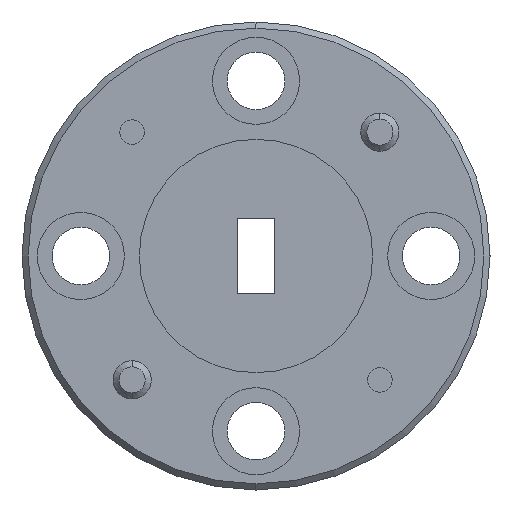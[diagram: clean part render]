
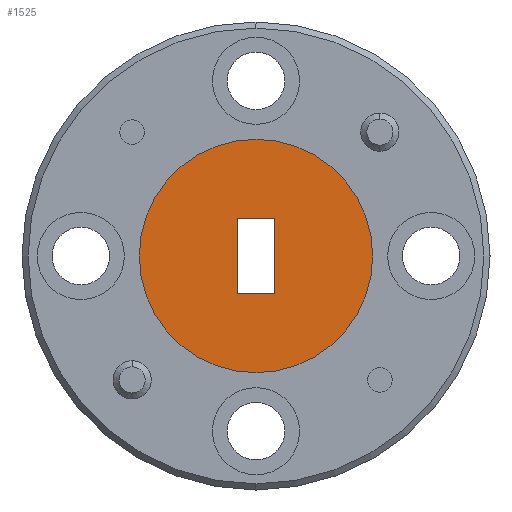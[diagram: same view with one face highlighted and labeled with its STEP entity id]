
A CAD part, left-side view. The second image highlights one B-rep face of the part: STEP entity #1525.
In plain terms, the highlighted planar face has unit normal (-1, 0, 0).
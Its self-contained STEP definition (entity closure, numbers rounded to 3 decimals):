
#29 = DIRECTION ( 'NONE',  ( 0., 1., 0. ) ) ;
#218 = FACE_BOUND ( 'NONE', #2360, .T. ) ;
#258 = AXIS2_PLACEMENT_3D ( 'NONE', #2089, #615, #2869 ) ;
#263 = LINE ( 'NONE', #2316, #1776 ) ;
#411 = CIRCLE ( 'NONE', #517, 4.763 ) ;
#479 = ORIENTED_EDGE ( 'NONE', *, *, #1060, .F. ) ;
#515 = CARTESIAN_POINT ( 'NONE',  ( -25., 0., 4.763 ) ) ;
#517 = AXIS2_PLACEMENT_3D ( 'NONE', #1720, #2421, #895 ) ;
#549 = CARTESIAN_POINT ( 'NONE',  ( -25., 0., -1.549 ) ) ;
#615 = DIRECTION ( 'NONE',  ( 1., 0., 0. ) ) ;
#746 = FACE_OUTER_BOUND ( 'NONE', #1164, .T. ) ;
#763 = EDGE_CURVE ( 'NONE', #1856, #1033, #411, .T. ) ;
#804 = CIRCLE ( 'NONE', #258, 4.763 ) ;
#860 = EDGE_CURVE ( 'NONE', #1122, #1761, #3252, .T. ) ;
#895 = DIRECTION ( 'NONE',  ( 0., 0., -1. ) ) ;
#948 = CARTESIAN_POINT ( 'NONE',  ( -25., 0.775, 0. ) ) ;
#966 = EDGE_CURVE ( 'NONE', #2726, #2965, #2434, .T. ) ;
#1005 = CARTESIAN_POINT ( 'NONE',  ( -25., 0., 0. ) ) ;
#1033 = VERTEX_POINT ( 'NONE', #515 ) ;
#1060 = EDGE_CURVE ( 'NONE', #1761, #2726, #2026, .T. ) ;
#1122 = VERTEX_POINT ( 'NONE', #2005 ) ;
#1164 = EDGE_LOOP ( 'NONE', ( #2497, #1839 ) ) ;
#1237 = EDGE_CURVE ( 'NONE', #1033, #1856, #804, .T. ) ;
#1241 = ORIENTED_EDGE ( 'NONE', *, *, #966, .F. ) ;
#1277 = ORIENTED_EDGE ( 'NONE', *, *, #1512, .F. ) ;
#1452 = DIRECTION ( 'NONE',  ( 0., 0., 1. ) ) ;
#1486 = VECTOR ( 'NONE', #3094, 1000. ) ;
#1512 = EDGE_CURVE ( 'NONE', #2965, #1122, #263, .T. ) ;
#1525 = ADVANCED_FACE ( 'NONE', ( #218, #746 ), #2301, .T. ) ;
#1694 = DIRECTION ( 'NONE',  ( 0., 0., -1. ) ) ;
#1720 = CARTESIAN_POINT ( 'NONE',  ( -25., 0., 0. ) ) ;
#1749 = DIRECTION ( 'NONE',  ( -1., 0., 0. ) ) ;
#1761 = VERTEX_POINT ( 'NONE', #3166 ) ;
#1776 = VECTOR ( 'NONE', #29, 1000. ) ;
#1839 = ORIENTED_EDGE ( 'NONE', *, *, #763, .F. ) ;
#1856 = VERTEX_POINT ( 'NONE', #2405 ) ;
#1902 = VECTOR ( 'NONE', #1694, 1000. ) ;
#2005 = CARTESIAN_POINT ( 'NONE',  ( -25., 0.775, 1.549 ) ) ;
#2026 = LINE ( 'NONE', #549, #1486 ) ;
#2089 = CARTESIAN_POINT ( 'NONE',  ( -25., 0., 0. ) ) ;
#2301 = PLANE ( 'NONE',  #2628 ) ;
#2316 = CARTESIAN_POINT ( 'NONE',  ( -25., 0., 1.549 ) ) ;
#2360 = EDGE_LOOP ( 'NONE', ( #1277, #1241, #479, #2656 ) ) ;
#2405 = CARTESIAN_POINT ( 'NONE',  ( -25., 0., -4.763 ) ) ;
#2421 = DIRECTION ( 'NONE',  ( 1., 0., 0. ) ) ;
#2434 = LINE ( 'NONE', #2472, #2768 ) ;
#2472 = CARTESIAN_POINT ( 'NONE',  ( -25., -0.775, 0. ) ) ;
#2497 = ORIENTED_EDGE ( 'NONE', *, *, #1237, .F. ) ;
#2527 = CARTESIAN_POINT ( 'NONE',  ( -25., -0.775, 1.549 ) ) ;
#2628 = AXIS2_PLACEMENT_3D ( 'NONE', #1005, #1749, #2786 ) ;
#2656 = ORIENTED_EDGE ( 'NONE', *, *, #860, .F. ) ;
#2726 = VERTEX_POINT ( 'NONE', #2883 ) ;
#2768 = VECTOR ( 'NONE', #1452, 1000. ) ;
#2786 = DIRECTION ( 'NONE',  ( 0., 0., 1. ) ) ;
#2869 = DIRECTION ( 'NONE',  ( 0., 0., -1. ) ) ;
#2883 = CARTESIAN_POINT ( 'NONE',  ( -25., -0.775, -1.549 ) ) ;
#2965 = VERTEX_POINT ( 'NONE', #2527 ) ;
#3094 = DIRECTION ( 'NONE',  ( 0., -1., 0. ) ) ;
#3166 = CARTESIAN_POINT ( 'NONE',  ( -25., 0.775, -1.549 ) ) ;
#3252 = LINE ( 'NONE', #948, #1902 ) ;
